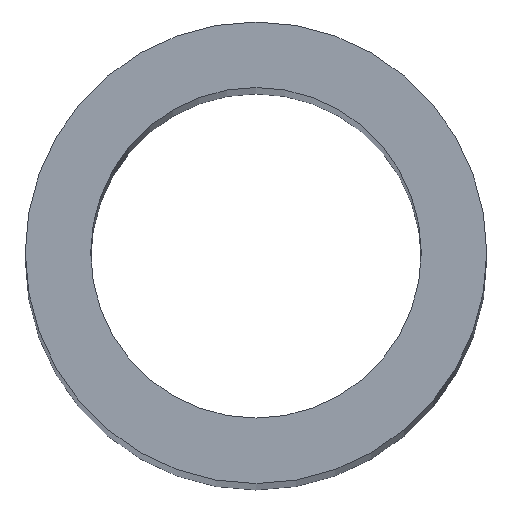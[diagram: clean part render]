
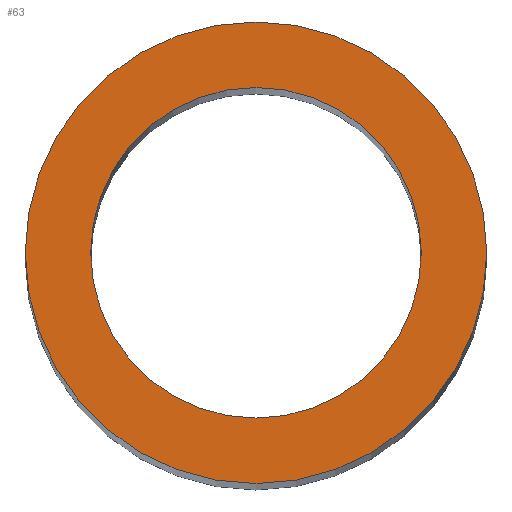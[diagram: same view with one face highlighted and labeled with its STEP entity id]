
A CAD part, top view. The second image highlights one B-rep face of the part: STEP entity #63.
In plain terms, the highlighted planar face has unit normal (0, 0, 1).
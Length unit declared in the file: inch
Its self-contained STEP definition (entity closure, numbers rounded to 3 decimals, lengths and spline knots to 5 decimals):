
#15=FACE_BOUND('',#26,.T.);
#17=PLANE('',#91);
#21=FACE_OUTER_BOUND('',#25,.T.);
#25=EDGE_LOOP('',(#55));
#26=EDGE_LOOP('',(#56));
#33=CIRCLE('',#86,0.0447);
#35=CIRCLE('',#89,0.0624);
#37=VERTEX_POINT('',#115);
#39=VERTEX_POINT('',#121);
#41=EDGE_CURVE('',#37,#37,#33,.T.);
#44=EDGE_CURVE('',#39,#39,#35,.T.);
#55=ORIENTED_EDGE('',*,*,#44,.T.);
#56=ORIENTED_EDGE('',*,*,#41,.T.);
#63=ADVANCED_FACE('',(#21,#15),#17,.T.);
#86=AXIS2_PLACEMENT_3D('',#116,#97,#98);
#89=AXIS2_PLACEMENT_3D('',#122,#104,#105);
#91=AXIS2_PLACEMENT_3D('',#126,#109,#110);
#97=DIRECTION('center_axis',(0.,0.,-1.));
#98=DIRECTION('ref_axis',(-1.,0.,0.));
#104=DIRECTION('center_axis',(0.,0.,1.));
#105=DIRECTION('ref_axis',(1.,0.,0.));
#109=DIRECTION('center_axis',(0.,0.,1.));
#110=DIRECTION('ref_axis',(1.,0.,0.));
#115=CARTESIAN_POINT('',(0.0447,0.,1.));
#116=CARTESIAN_POINT('Origin',(0.,0.,1.));
#121=CARTESIAN_POINT('',(-0.0624,0.,1.));
#122=CARTESIAN_POINT('Origin',(0.,0.,1.));
#126=CARTESIAN_POINT('Origin',(0.,0.,1.));
